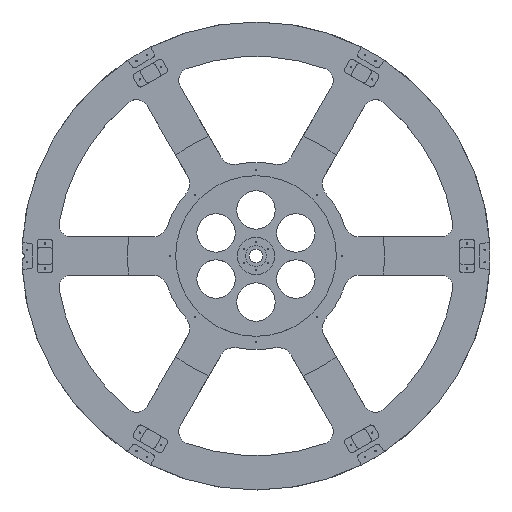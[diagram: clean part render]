
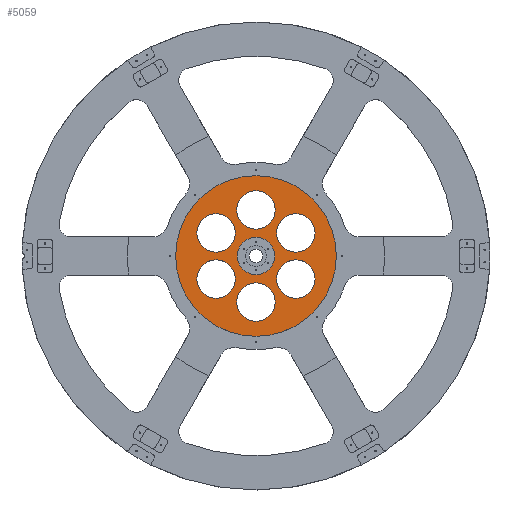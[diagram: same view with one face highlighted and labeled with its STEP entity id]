
A CAD part, top view. The second image highlights one B-rep face of the part: STEP entity #5059.
In plain terms, the highlighted planar face has unit normal (0, 0, 1).
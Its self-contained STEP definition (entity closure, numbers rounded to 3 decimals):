
#1029=FACE_BOUND('',#1398,.T.);
#1030=FACE_BOUND('',#1399,.T.);
#1031=FACE_BOUND('',#1400,.T.);
#1032=FACE_BOUND('',#1401,.T.);
#1033=FACE_BOUND('',#1402,.T.);
#1034=FACE_BOUND('',#1403,.T.);
#1035=FACE_BOUND('',#1404,.T.);
#1097=FACE_OUTER_BOUND('',#1397,.T.);
#1397=EDGE_LOOP('',(#3389));
#1398=EDGE_LOOP('',(#3390));
#1399=EDGE_LOOP('',(#3391));
#1400=EDGE_LOOP('',(#3392));
#1401=EDGE_LOOP('',(#3393));
#1402=EDGE_LOOP('',(#3394));
#1403=EDGE_LOOP('',(#3395));
#1404=EDGE_LOOP('',(#3396));
#1765=CIRCLE('',#5374,104.625);
#1766=CIRCLE('',#5375,24.25);
#1767=CIRCLE('',#5376,25.);
#1768=CIRCLE('',#5377,25.);
#1769=CIRCLE('',#5378,25.);
#1770=CIRCLE('',#5379,25.);
#1771=CIRCLE('',#5380,25.);
#1772=CIRCLE('',#5381,25.);
#2109=VERTEX_POINT('',#7733);
#2110=VERTEX_POINT('',#7735);
#2111=VERTEX_POINT('',#7737);
#2112=VERTEX_POINT('',#7739);
#2113=VERTEX_POINT('',#7741);
#2114=VERTEX_POINT('',#7743);
#2115=VERTEX_POINT('',#7745);
#2116=VERTEX_POINT('',#7747);
#2621=EDGE_CURVE('',#2109,#2109,#1765,.T.);
#2622=EDGE_CURVE('',#2110,#2110,#1766,.T.);
#2623=EDGE_CURVE('',#2111,#2111,#1767,.T.);
#2624=EDGE_CURVE('',#2112,#2112,#1768,.T.);
#2625=EDGE_CURVE('',#2113,#2113,#1769,.T.);
#2626=EDGE_CURVE('',#2114,#2114,#1770,.T.);
#2627=EDGE_CURVE('',#2115,#2115,#1771,.T.);
#2628=EDGE_CURVE('',#2116,#2116,#1772,.T.);
#3389=ORIENTED_EDGE('',*,*,#2621,.T.);
#3390=ORIENTED_EDGE('',*,*,#2622,.F.);
#3391=ORIENTED_EDGE('',*,*,#2623,.F.);
#3392=ORIENTED_EDGE('',*,*,#2624,.F.);
#3393=ORIENTED_EDGE('',*,*,#2625,.F.);
#3394=ORIENTED_EDGE('',*,*,#2626,.F.);
#3395=ORIENTED_EDGE('',*,*,#2627,.F.);
#3396=ORIENTED_EDGE('',*,*,#2628,.F.);
#4925=PLANE('',#5373);
#5059=ADVANCED_FACE('',(#1097,#1029,#1030,#1031,#1032,#1033,#1034,#1035),
#4925,.F.);
#5373=AXIS2_PLACEMENT_3D('',#7732,#6019,#6020);
#5374=AXIS2_PLACEMENT_3D('',#7734,#6021,#6022);
#5375=AXIS2_PLACEMENT_3D('',#7736,#6023,#6024);
#5376=AXIS2_PLACEMENT_3D('',#7738,#6025,#6026);
#5377=AXIS2_PLACEMENT_3D('',#7740,#6027,#6028);
#5378=AXIS2_PLACEMENT_3D('',#7742,#6029,#6030);
#5379=AXIS2_PLACEMENT_3D('',#7744,#6031,#6032);
#5380=AXIS2_PLACEMENT_3D('',#7746,#6033,#6034);
#5381=AXIS2_PLACEMENT_3D('',#7748,#6035,#6036);
#6019=DIRECTION('center_axis',(0.,0.,-1.));
#6020=DIRECTION('ref_axis',(-1.,0.,0.));
#6021=DIRECTION('center_axis',(0.,0.,1.));
#6022=DIRECTION('ref_axis',(0.,-1.,0.));
#6023=DIRECTION('center_axis',(0.,0.,1.));
#6024=DIRECTION('ref_axis',(0.,1.,0.));
#6025=DIRECTION('center_axis',(0.,0.,1.));
#6026=DIRECTION('ref_axis',(0.,-1.,0.));
#6027=DIRECTION('center_axis',(0.,0.,1.));
#6028=DIRECTION('ref_axis',(-0.866,-0.5,0.));
#6029=DIRECTION('center_axis',(0.,0.,1.));
#6030=DIRECTION('ref_axis',(-0.866,0.5,0.));
#6031=DIRECTION('center_axis',(0.,0.,1.));
#6032=DIRECTION('ref_axis',(0.,1.,0.));
#6033=DIRECTION('center_axis',(0.,0.,1.));
#6034=DIRECTION('ref_axis',(0.866,0.5,0.));
#6035=DIRECTION('center_axis',(0.,0.,1.));
#6036=DIRECTION('ref_axis',(0.866,-0.5,0.));
#7732=CARTESIAN_POINT('Origin',(0.,0.,19.05));
#7733=CARTESIAN_POINT('',(0.,-104.625,19.05));
#7734=CARTESIAN_POINT('Origin',(0.,0.,19.05));
#7735=CARTESIAN_POINT('',(0.,-24.25,19.05));
#7736=CARTESIAN_POINT('Origin',(0.,0.,19.05));
#7737=CARTESIAN_POINT('',(51.962,55.,19.05));
#7738=CARTESIAN_POINT('Origin',(51.962,30.,19.05));
#7739=CARTESIAN_POINT('',(73.612,-17.5,19.05));
#7740=CARTESIAN_POINT('Origin',(51.962,-30.,19.05));
#7741=CARTESIAN_POINT('',(21.651,-72.5,19.05));
#7742=CARTESIAN_POINT('Origin',(0.,-60.,19.05));
#7743=CARTESIAN_POINT('',(-51.962,-55.,19.05));
#7744=CARTESIAN_POINT('Origin',(-51.962,-30.,19.05));
#7745=CARTESIAN_POINT('',(-73.612,17.5,19.05));
#7746=CARTESIAN_POINT('Origin',(-51.962,30.,19.05));
#7747=CARTESIAN_POINT('',(-21.651,72.5,19.05));
#7748=CARTESIAN_POINT('Origin',(0.,60.,19.05));
